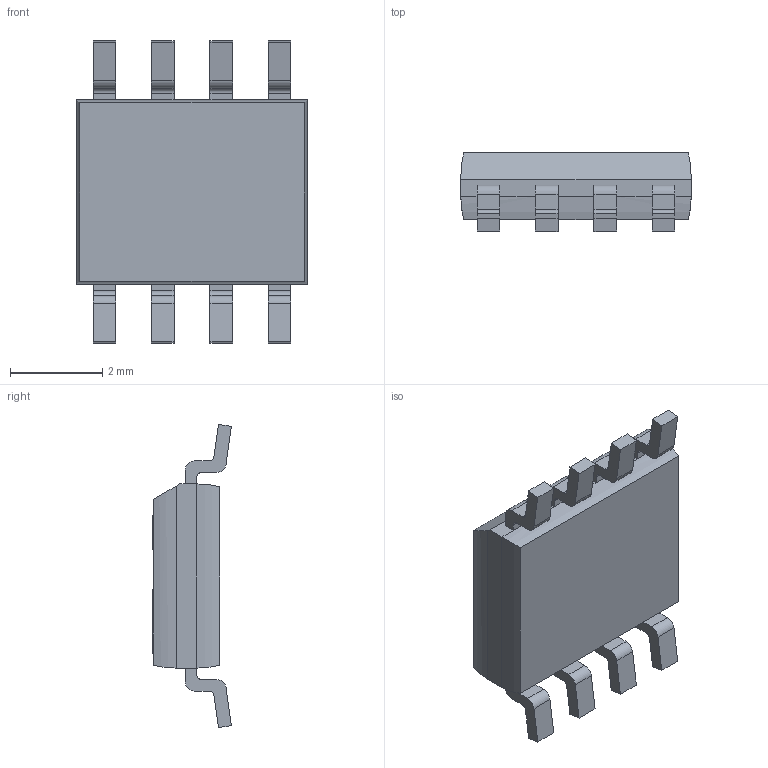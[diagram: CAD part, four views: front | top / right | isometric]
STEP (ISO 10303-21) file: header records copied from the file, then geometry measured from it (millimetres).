
FILE_DESCRIPTION (( 'STEP AP203' ), '1' );
FILE_NAME ('TJA1152.STEP', '2022-06-05T08:00:29', ( '' ), ( '' ), 'SwSTEP 2.0', 'SolidWorks 2020', '' );
FILE_SCHEMA (( 'CONFIG_CONTROL_DESIGN' ));
Length unit declared in the file: millimetre
Products named in the file (1): TJA1152
Bounding box: 5 x 1.71 x 6.58 mm (x, y, z)
Volume: 30.1 mm3; surface area: 85.2 mm2
Topology: 1 solids, 1 shells, 257 faces, 711 edges, 470 vertices
Faces by surface type: plane 192, cylinder 47, bspline 18
Entity records: 9105 total; most frequent: CARTESIAN_POINT 2542, ORIENTED_EDGE 1422, DIRECTION 1222, EDGE_CURVE 711, VECTOR 578, LINE 578, VERTEX_POINT 470, AXIS2_PLACEMENT_3D 322
